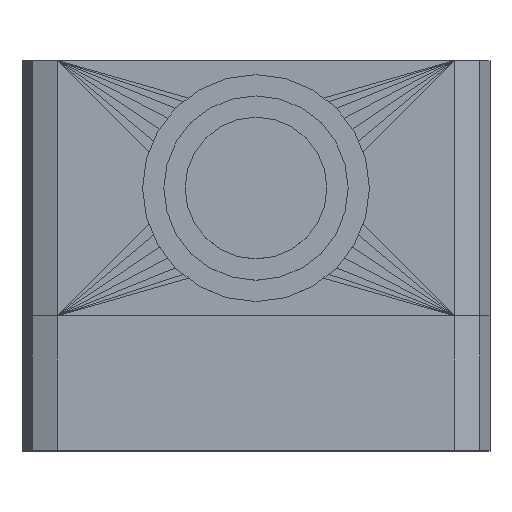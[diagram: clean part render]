
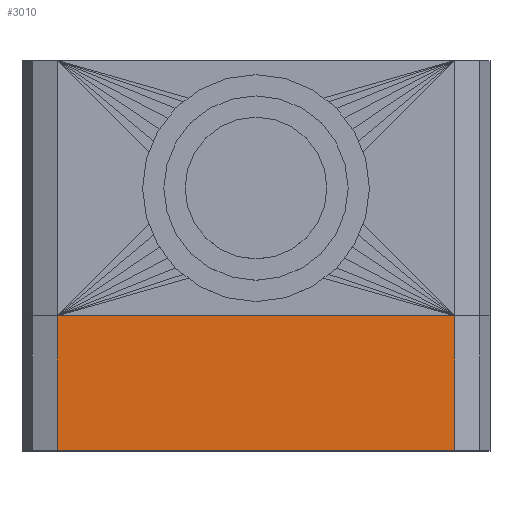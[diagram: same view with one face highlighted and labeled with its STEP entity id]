
A CAD part, top view. The second image highlights one B-rep face of the part: STEP entity #3010.
In plain terms, the highlighted planar face has unit normal (0, 0, 1).
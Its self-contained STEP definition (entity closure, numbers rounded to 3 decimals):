
#976 = VERTEX_POINT('',#977);
#977 = CARTESIAN_POINT('',(-11854.214,-5100.426,
    1556.984));
#998 = PLANE('',#999);
#999 = AXIS2_PLACEMENT_3D('',#1000,#1001,#1002);
#1000 = CARTESIAN_POINT('',(-11855.982,-5090.926,
    1556.252));
#1001 = DIRECTION('',(0.383,0.,
    -0.924));
#1002 = DIRECTION('',(-0.924,0.,-0.383));
#1168 = PLANE('',#1169);
#1169 = AXIS2_PLACEMENT_3D('',#1170,#1171,#1172);
#1170 = CARTESIAN_POINT('',(-11798.214,-5100.426,
    1556.984));
#1171 = DIRECTION('',(0.,1.,0.));
#1172 = DIRECTION('',(-1.,0.,0.));
#1183 = EDGE_CURVE('',#1184,#976,#1186,.T.);
#1184 = VERTEX_POINT('',#1185);
#1185 = CARTESIAN_POINT('',(-11798.214,-5100.426,
    1556.984));
#1186 = SURFACE_CURVE('',#1187,(#1191,#1198),.PCURVE_S1.);
#1187 = LINE('',#1188,#1189);
#1188 = CARTESIAN_POINT('',(-11798.214,-5100.426,
    1556.984));
#1189 = VECTOR('',#1190,1.);
#1190 = DIRECTION('',(-1.,0.,0.));
#1191 = PCURVE('',#1168,#1192);
#1192 = DEFINITIONAL_REPRESENTATION('',(#1193),#1197);
#1193 = LINE('',#1194,#1195);
#1194 = CARTESIAN_POINT('',(0.,0.));
#1195 = VECTOR('',#1196,1.);
#1196 = DIRECTION('',(1.,0.));
#1197 = ( GEOMETRIC_REPRESENTATION_CONTEXT(2) 
PARAMETRIC_REPRESENTATION_CONTEXT() REPRESENTATION_CONTEXT('2D SPACE',''
  ) );
#1198 = PCURVE('',#1199,#1204);
#1199 = PLANE('',#1200);
#1200 = AXIS2_PLACEMENT_3D('',#1201,#1202,#1203);
#1201 = CARTESIAN_POINT('',(-11826.214,-5090.926,
    1556.984));
#1202 = DIRECTION('',(0.,0.,1.));
#1203 = DIRECTION('',(1.,0.,0.));
#1204 = DEFINITIONAL_REPRESENTATION('',(#1205),#1209);
#1205 = LINE('',#1206,#1207);
#1206 = CARTESIAN_POINT('',(28.,-9.5));
#1207 = VECTOR('',#1208,1.);
#1208 = DIRECTION('',(-1.,0.));
#1209 = ( GEOMETRIC_REPRESENTATION_CONTEXT(2) 
PARAMETRIC_REPRESENTATION_CONTEXT() REPRESENTATION_CONTEXT('2D SPACE',''
  ) );
#1861 = PLANE('',#1862);
#1862 = AXIS2_PLACEMENT_3D('',#1863,#1864,#1865);
#1863 = CARTESIAN_POINT('',(-11794.679,-5081.426,
    1555.519));
#1864 = DIRECTION('',(-0.383,0.,-0.924));
#1865 = DIRECTION('',(-0.924,0.,0.383));
#2304 = VERTEX_POINT('',#2305);
#2305 = CARTESIAN_POINT('',(-11854.214,-5081.426,
    1556.984));
#2425 = PLANE('',#2426);
#2426 = AXIS2_PLACEMENT_3D('',#2427,#2428,#2429);
#2427 = CARTESIAN_POINT('',(-11803.214,-5081.426,
    1538.484));
#2428 = DIRECTION('',(0.,-1.,0.));
#2429 = DIRECTION('',(1.,0.,0.));
#2462 = EDGE_CURVE('',#2304,#2463,#2465,.T.);
#2463 = VERTEX_POINT('',#2464);
#2464 = CARTESIAN_POINT('',(-11798.214,-5081.426,
    1556.984));
#2465 = SURFACE_CURVE('',#2466,(#2470,#2477),.PCURVE_S1.);
#2466 = LINE('',#2467,#2468);
#2467 = CARTESIAN_POINT('',(-11854.214,-5081.426,
    1556.984));
#2468 = VECTOR('',#2469,1.);
#2469 = DIRECTION('',(1.,0.,0.));
#2470 = PCURVE('',#2425,#2471);
#2471 = DEFINITIONAL_REPRESENTATION('',(#2472),#2476);
#2472 = LINE('',#2473,#2474);
#2473 = CARTESIAN_POINT('',(-51.,18.5));
#2474 = VECTOR('',#2475,1.);
#2475 = DIRECTION('',(1.,0.));
#2476 = ( GEOMETRIC_REPRESENTATION_CONTEXT(2) 
PARAMETRIC_REPRESENTATION_CONTEXT() REPRESENTATION_CONTEXT('2D SPACE',''
  ) );
#2477 = PCURVE('',#1199,#2478);
#2478 = DEFINITIONAL_REPRESENTATION('',(#2479),#2483);
#2479 = LINE('',#2480,#2481);
#2480 = CARTESIAN_POINT('',(-28.,9.5));
#2481 = VECTOR('',#2482,1.);
#2482 = DIRECTION('',(1.,0.));
#2483 = ( GEOMETRIC_REPRESENTATION_CONTEXT(2) 
PARAMETRIC_REPRESENTATION_CONTEXT() REPRESENTATION_CONTEXT('2D SPACE',''
  ) );
#2988 = EDGE_CURVE('',#2463,#1184,#2989,.T.);
#2989 = SURFACE_CURVE('',#2990,(#2994,#3001),.PCURVE_S1.);
#2990 = LINE('',#2991,#2992);
#2991 = CARTESIAN_POINT('',(-11798.214,-5081.426,
    1556.984));
#2992 = VECTOR('',#2993,1.);
#2993 = DIRECTION('',(0.,-1.,0.));
#2994 = PCURVE('',#1861,#2995);
#2995 = DEFINITIONAL_REPRESENTATION('',(#2996),#3000);
#2996 = LINE('',#2997,#2998);
#2997 = CARTESIAN_POINT('',(3.827,0.));
#2998 = VECTOR('',#2999,1.);
#2999 = DIRECTION('',(0.,-1.));
#3000 = ( GEOMETRIC_REPRESENTATION_CONTEXT(2) 
PARAMETRIC_REPRESENTATION_CONTEXT() REPRESENTATION_CONTEXT('2D SPACE',''
  ) );
#3001 = PCURVE('',#1199,#3002);
#3002 = DEFINITIONAL_REPRESENTATION('',(#3003),#3007);
#3003 = LINE('',#3004,#3005);
#3004 = CARTESIAN_POINT('',(28.,9.5));
#3005 = VECTOR('',#3006,1.);
#3006 = DIRECTION('',(0.,-1.));
#3007 = ( GEOMETRIC_REPRESENTATION_CONTEXT(2) 
PARAMETRIC_REPRESENTATION_CONTEXT() REPRESENTATION_CONTEXT('2D SPACE',''
  ) );
#3010 = ADVANCED_FACE('',(#3011),#1199,.T.);
#3011 = FACE_BOUND('',#3012,.T.);
#3012 = EDGE_LOOP('',(#3013,#3014,#3015,#3016));
#3013 = ORIENTED_EDGE('',*,*,#1183,.F.);
#3014 = ORIENTED_EDGE('',*,*,#2988,.F.);
#3015 = ORIENTED_EDGE('',*,*,#2462,.F.);
#3016 = ORIENTED_EDGE('',*,*,#3017,.T.);
#3017 = EDGE_CURVE('',#2304,#976,#3018,.T.);
#3018 = SURFACE_CURVE('',#3019,(#3023,#3030),.PCURVE_S1.);
#3019 = LINE('',#3020,#3021);
#3020 = CARTESIAN_POINT('',(-11854.214,-5081.426,
    1556.984));
#3021 = VECTOR('',#3022,1.);
#3022 = DIRECTION('',(0.,-1.,0.));
#3023 = PCURVE('',#1199,#3024);
#3024 = DEFINITIONAL_REPRESENTATION('',(#3025),#3029);
#3025 = LINE('',#3026,#3027);
#3026 = CARTESIAN_POINT('',(-28.,9.5));
#3027 = VECTOR('',#3028,1.);
#3028 = DIRECTION('',(0.,-1.));
#3029 = ( GEOMETRIC_REPRESENTATION_CONTEXT(2) 
PARAMETRIC_REPRESENTATION_CONTEXT() REPRESENTATION_CONTEXT('2D SPACE',''
  ) );
#3030 = PCURVE('',#998,#3031);
#3031 = DEFINITIONAL_REPRESENTATION('',(#3032),#3036);
#3032 = LINE('',#3033,#3034);
#3033 = CARTESIAN_POINT('',(-1.913,9.5));
#3034 = VECTOR('',#3035,1.);
#3035 = DIRECTION('',(0.,-1.));
#3036 = ( GEOMETRIC_REPRESENTATION_CONTEXT(2) 
PARAMETRIC_REPRESENTATION_CONTEXT() REPRESENTATION_CONTEXT('2D SPACE',''
  ) );
